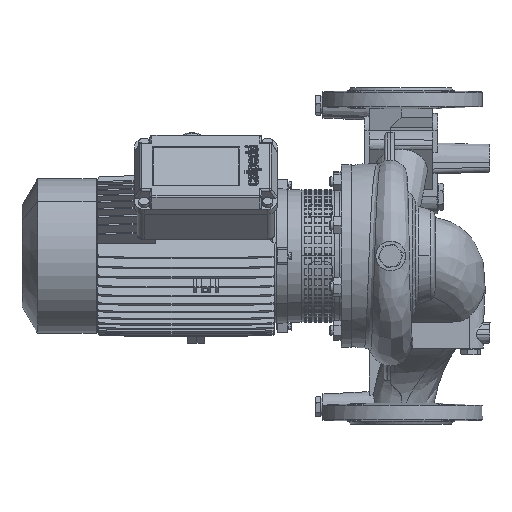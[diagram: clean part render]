
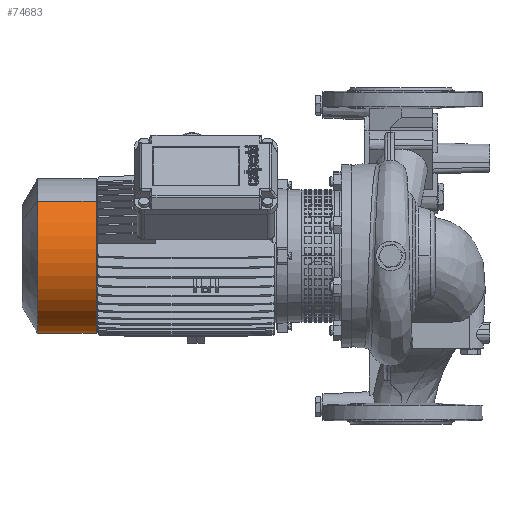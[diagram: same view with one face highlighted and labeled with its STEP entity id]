
A CAD part, left-side view. The second image highlights one B-rep face of the part: STEP entity #74683.
In plain terms, the highlighted cylindrical face has radius 78.3 mm (diameter 156.6 mm), a partial arc.
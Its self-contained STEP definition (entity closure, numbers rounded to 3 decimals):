
#477 = CIRCLE ( 'NONE', #64921, 78.3 ) ;
#1377 = CIRCLE ( 'NONE', #162536, 78.3 ) ;
#9081 = EDGE_CURVE ( 'NONE', #153236, #234150, #477, .T. ) ;
#20441 = CARTESIAN_POINT ( 'NONE',  ( 0., -78.3, -164.8 ) ) ;
#44731 = EDGE_LOOP ( 'NONE', ( #240142, #170119, #205414, #104428 ) ) ;
#47256 = EDGE_CURVE ( 'NONE', #234150, #182711, #79714, .T. ) ;
#59805 = LINE ( 'NONE', #156952, #111347 ) ;
#60847 = CARTESIAN_POINT ( 'NONE',  ( 0., 0., -164.8 ) ) ;
#60950 = EDGE_CURVE ( 'NONE', #82132, #182711, #1377, .T. ) ;
#61009 = CARTESIAN_POINT ( 'NONE',  ( 0., 78.3, -150.238 ) ) ;
#63311 = CYLINDRICAL_SURFACE ( 'NONE', #199589, 78.3 ) ;
#64767 = CARTESIAN_POINT ( 'NONE',  ( 0., -78.3, -150.238 ) ) ;
#64921 = AXIS2_PLACEMENT_3D ( 'NONE', #135569, #212511, #175913 ) ;
#71291 = CARTESIAN_POINT ( 'NONE',  ( 0., 0., -91. ) ) ;
#74683 = ADVANCED_FACE ( 'NONE', ( #136561 ), #63311, .T. ) ;
#79714 = LINE ( 'NONE', #20441, #94550 ) ;
#79775 = DIRECTION ( 'NONE',  ( 0., 0., 1. ) ) ;
#82132 = VERTEX_POINT ( 'NONE', #243692 ) ;
#92689 = DIRECTION ( 'NONE',  ( 0., -1., 0. ) ) ;
#94550 = VECTOR ( 'NONE', #97379, 1000. ) ;
#97379 = DIRECTION ( 'NONE',  ( 0., 0., 1. ) ) ;
#104428 = ORIENTED_EDGE ( 'NONE', *, *, #60950, .F. ) ;
#106632 = DIRECTION ( 'NONE',  ( 0., 0., 1. ) ) ;
#111347 = VECTOR ( 'NONE', #233875, 1000. ) ;
#135569 = CARTESIAN_POINT ( 'NONE',  ( 0., 0., -150.238 ) ) ;
#136561 = FACE_OUTER_BOUND ( 'NONE', #44731, .T. ) ;
#153236 = VERTEX_POINT ( 'NONE', #61009 ) ;
#156952 = CARTESIAN_POINT ( 'NONE',  ( 0., 78.3, -164.8 ) ) ;
#162536 = AXIS2_PLACEMENT_3D ( 'NONE', #71291, #106632, #92689 ) ;
#170119 = ORIENTED_EDGE ( 'NONE', *, *, #9081, .T. ) ;
#175913 = DIRECTION ( 'NONE',  ( 0., -1., 0. ) ) ;
#182711 = VERTEX_POINT ( 'NONE', #210584 ) ;
#199589 = AXIS2_PLACEMENT_3D ( 'NONE', #60847, #79775, #233672 ) ;
#205414 = ORIENTED_EDGE ( 'NONE', *, *, #47256, .T. ) ;
#210584 = CARTESIAN_POINT ( 'NONE',  ( 0., -78.3, -91. ) ) ;
#212511 = DIRECTION ( 'NONE',  ( 0., 0., 1. ) ) ;
#233672 = DIRECTION ( 'NONE',  ( 0., -1., 0. ) ) ;
#233875 = DIRECTION ( 'NONE',  ( 0., 0., 1. ) ) ;
#233918 = EDGE_CURVE ( 'NONE', #153236, #82132, #59805, .T. ) ;
#234150 = VERTEX_POINT ( 'NONE', #64767 ) ;
#240142 = ORIENTED_EDGE ( 'NONE', *, *, #233918, .F. ) ;
#243692 = CARTESIAN_POINT ( 'NONE',  ( 0., 78.3, -91. ) ) ;
